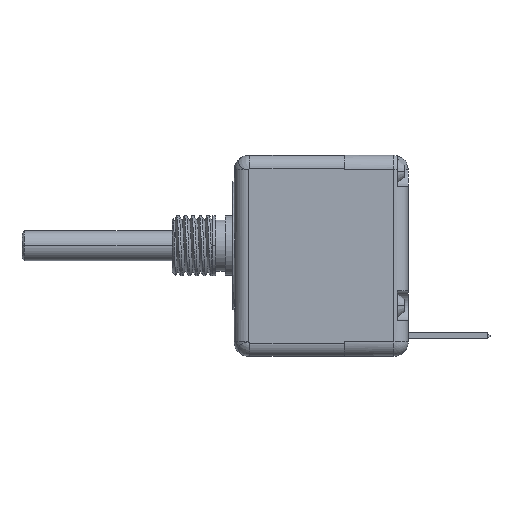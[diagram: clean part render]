
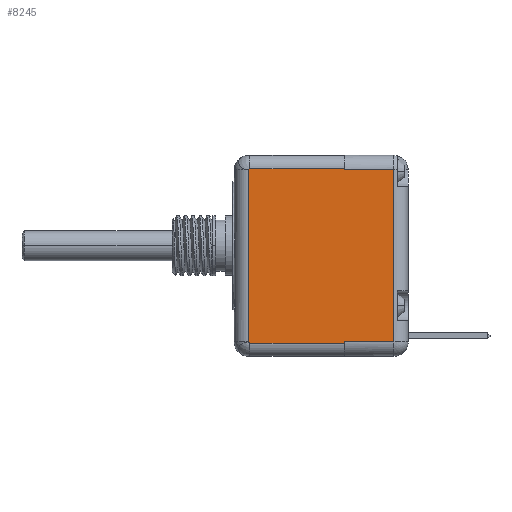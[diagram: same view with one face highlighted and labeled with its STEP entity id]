
A CAD part, left-side view. The second image highlights one B-rep face of the part: STEP entity #8245.
In plain terms, the highlighted planar face has unit normal (-1, 0, 0).
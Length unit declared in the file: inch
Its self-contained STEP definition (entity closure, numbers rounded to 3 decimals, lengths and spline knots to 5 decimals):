
#1225=DIRECTION('',(0.,0.,-1.));
#1226=VECTOR('',#1225,0.71535);
#1227=CARTESIAN_POINT('',(-0.31257,-0.54516,
0.31535));
#1228=LINE('',#1227,#1226);
#1275=DIRECTION('',(0.,1.,0.));
#1276=VECTOR('',#1275,0.20516);
#1277=CARTESIAN_POINT('',(-0.31257,-0.54516,-0.4));
#1278=LINE('',#1277,#1276);
#1283=CARTESIAN_POINT('',(-0.31255,-0.34,0.31535));
#1284=CARTESIAN_POINT('',(-0.31255,-0.34,0.3165));
#1285=CARTESIAN_POINT('',(-0.3125,-0.34,0.31764));
#1286=CARTESIAN_POINT('',(-0.3125,-0.34,0.31879));
#1288=CARTESIAN_POINT('',(-0.3125,-0.34,-0.40343));
#1289=CARTESIAN_POINT('',(-0.3125,-0.34,-0.40229));
#1290=CARTESIAN_POINT('',(-0.31255,-0.34,-0.40114));
#1291=CARTESIAN_POINT('',(-0.31255,-0.34,-0.4));
#1293=CARTESIAN_POINT('',(-0.31246,-0.34,-0.405));
#1294=CARTESIAN_POINT('',(-0.31246,-0.34,-0.40473));
#1295=CARTESIAN_POINT('',(-0.31252,-0.34,-0.40421));
#1296=CARTESIAN_POINT('',(-0.3125,-0.34,-0.40369));
#1297=CARTESIAN_POINT('',(-0.3125,-0.34,-0.40343));
#1299=DIRECTION('',(0.,1.,0.));
#1300=VECTOR('',#1299,0.393);
#1301=CARTESIAN_POINT('',(-0.31246,-0.34,-0.405));
#1302=LINE('',#1301,#1300);
#1303=CARTESIAN_POINT('',(-0.3125,0.058,-0.4));
#1304=CARTESIAN_POINT('',(-0.3125,0.05792,-0.40244));
#1305=CARTESIAN_POINT('',(-0.3125,0.05544,-0.405));
#1306=CARTESIAN_POINT('',(-0.3125,0.053,-0.405));
#1308=CARTESIAN_POINT('',(-0.3125,0.058,0.315));
#1309=CARTESIAN_POINT('',(-0.3125,0.05797,0.31744));
#1310=CARTESIAN_POINT('',(-0.3125,0.05544,0.32));
#1311=CARTESIAN_POINT('',(-0.3125,0.053,0.32));
#1313=CARTESIAN_POINT('',(-0.3125,-0.34,0.31879));
#1314=CARTESIAN_POINT('',(-0.3125,-0.34,0.31899));
#1315=CARTESIAN_POINT('',(-0.31252,-0.34,0.31939));
#1316=CARTESIAN_POINT('',(-0.31247,-0.34,0.31979));
#1317=CARTESIAN_POINT('',(-0.31247,-0.34,0.32));
#1328=DIRECTION('',(0.,1.,0.));
#1329=VECTOR('',#1328,0.20516);
#1330=CARTESIAN_POINT('',(-0.31257,-0.54516,
0.31535));
#1331=LINE('',#1330,#1329);
#1372=CARTESIAN_POINT('',(-0.31246,-0.34,-0.405));
#1540=DIRECTION('',(0.,1.,0.));
#1541=VECTOR('',#1540,0.393);
#1542=CARTESIAN_POINT('',(-0.31247,-0.34,0.32));
#1543=LINE('',#1542,#1541);
#1662=DIRECTION('',(0.,0.,1.));
#1663=VECTOR('',#1662,0.715);
#1664=CARTESIAN_POINT('',(-0.3125,0.058,-0.4));
#1665=LINE('',#1664,#1663);
#5896=CARTESIAN_POINT('',(-0.3125,0.058,-0.4));
#5897=CARTESIAN_POINT('',(-0.3125,0.058,0.315));
#5898=VERTEX_POINT('',#5896);
#5899=VERTEX_POINT('',#5897);
#5913=CARTESIAN_POINT('',(-0.3125,0.053,0.32));
#5914=VERTEX_POINT('',#5913);
#5915=VERTEX_POINT('',#1306);
#5963=CARTESIAN_POINT('',(-0.31257,-0.54516,
0.31535));
#5964=CARTESIAN_POINT('',(-0.31257,-0.54516,-0.4));
#5965=VERTEX_POINT('',#5963);
#5966=VERTEX_POINT('',#5964);
#6887=VERTEX_POINT('',#1288);
#6888=VERTEX_POINT('',#1291);
#6889=VERTEX_POINT('',#1283);
#6890=VERTEX_POINT('',#1286);
#6899=VERTEX_POINT('',#1317);
#6901=VERTEX_POINT('',#1372);
#8218=CARTESIAN_POINT('',(-0.3125,-0.11,-0.405));
#8219=DIRECTION('',(-1.,0.,0.));
#8220=DIRECTION('',(0.,0.,1.));
#8221=AXIS2_PLACEMENT_3D('',#8218,#8219,#8220);
#8222=PLANE('',#8221);
#8224=ORIENTED_EDGE('',*,*,#8223,.F.);
#8226=ORIENTED_EDGE('',*,*,#8225,.F.);
#8227=ORIENTED_EDGE('',*,*,#8105,.T.);
#8228=ORIENTED_EDGE('',*,*,#8206,.T.);
#8229=ORIENTED_EDGE('',*,*,#8204,.F.);
#8230=ORIENTED_EDGE('',*,*,#8213,.F.);
#8232=ORIENTED_EDGE('',*,*,#8231,.T.);
#8234=ORIENTED_EDGE('',*,*,#8233,.F.);
#8236=ORIENTED_EDGE('',*,*,#8235,.T.);
#8238=ORIENTED_EDGE('',*,*,#8237,.T.);
#8240=ORIENTED_EDGE('',*,*,#8239,.F.);
#8242=ORIENTED_EDGE('',*,*,#8241,.F.);
#8243=EDGE_LOOP('',(#8224,#8226,#8227,#8228,#8229,#8230,#8232,#8234,#8236,#8238,
#8240,#8242));
#8244=FACE_OUTER_BOUND('',#8243,.F.);
#8245=ADVANCED_FACE('',(#8244),#8222,.T.);
#1287=B_SPLINE_CURVE_WITH_KNOTS('',3,(#1283,#1284,#1285,#1286),.UNSPECIFIED.,
.F.,.F.,(4,4),(0.,1.),.UNSPECIFIED.);
#1292=B_SPLINE_CURVE_WITH_KNOTS('',3,(#1288,#1289,#1290,#1291),.UNSPECIFIED.,
.F.,.F.,(4,4),(0.,1.),.UNSPECIFIED.);
#1298=B_SPLINE_CURVE_WITH_KNOTS('',3,(#1293,#1294,#1295,#1296,#1297),
.UNSPECIFIED.,.F.,.F.,(4,1,4),(0.,0.5,1.),.UNSPECIFIED.);
#1307=B_SPLINE_CURVE_WITH_KNOTS('',3,(#1303,#1304,#1305,#1306),.UNSPECIFIED.,
.F.,.F.,(4,4),(0.,1.),.UNSPECIFIED.);
#1312=B_SPLINE_CURVE_WITH_KNOTS('',3,(#1308,#1309,#1310,#1311),.UNSPECIFIED.,
.F.,.F.,(4,4),(0.,1.),.UNSPECIFIED.);
#1318=B_SPLINE_CURVE_WITH_KNOTS('',3,(#1313,#1314,#1315,#1316,#1317),
.UNSPECIFIED.,.F.,.F.,(4,1,4),(0.,0.5,1.),.UNSPECIFIED.);
#8105=EDGE_CURVE('',#5965,#5966,#1228,.T.);
#8204=EDGE_CURVE('',#6887,#6888,#1292,.T.);
#8206=EDGE_CURVE('',#5966,#6888,#1278,.T.);
#8213=EDGE_CURVE('',#6901,#6887,#1298,.T.);
#8223=EDGE_CURVE('',#6889,#6890,#1287,.T.);
#8225=EDGE_CURVE('',#5965,#6889,#1331,.T.);
#8231=EDGE_CURVE('',#6901,#5915,#1302,.T.);
#8233=EDGE_CURVE('',#5898,#5915,#1307,.T.);
#8235=EDGE_CURVE('',#5898,#5899,#1665,.T.);
#8237=EDGE_CURVE('',#5899,#5914,#1312,.T.);
#8239=EDGE_CURVE('',#6899,#5914,#1543,.T.);
#8241=EDGE_CURVE('',#6890,#6899,#1318,.T.);
